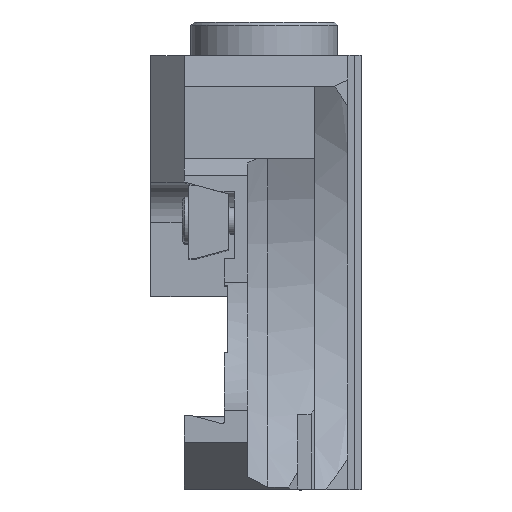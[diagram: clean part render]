
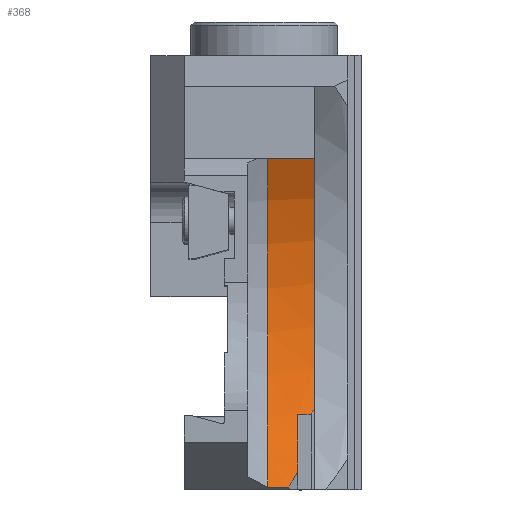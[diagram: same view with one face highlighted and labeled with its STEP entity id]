
A CAD part, top view. The second image highlights one B-rep face of the part: STEP entity #368.
In plain terms, the highlighted cylindrical face has radius 42 mm (diameter 84 mm), a partial arc.
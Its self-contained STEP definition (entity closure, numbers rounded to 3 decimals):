
#93=CYLINDRICAL_SURFACE('',#2858,42.);
#234=CIRCLE('',#2785,42.);
#256=CIRCLE('',#2854,42.);
#257=CIRCLE('',#2857,42.);
#368=ADVANCED_FACE('',(#623),#93,.F.);
#623=FACE_OUTER_BOUND('',#749,.T.);
#749=EDGE_LOOP('',(#1269,#1270,#1271,#1272,#1273,#1274,#1275,#1276));
#891=ELLIPSE('',#2777,59.397,42.);
#894=ELLIPSE('',#2787,48.497,42.);
#1269=ORIENTED_EDGE('',*,*,#2091,.T.);
#1270=ORIENTED_EDGE('',*,*,#2092,.T.);
#1271=ORIENTED_EDGE('',*,*,#1945,.T.);
#1272=ORIENTED_EDGE('',*,*,#1942,.T.);
#1273=ORIENTED_EDGE('',*,*,#1939,.T.);
#1274=ORIENTED_EDGE('',*,*,#1921,.T.);
#1275=ORIENTED_EDGE('',*,*,#2090,.F.);
#1276=ORIENTED_EDGE('',*,*,#2081,.T.);
#1662=VERTEX_POINT('',#3874);
#1663=VERTEX_POINT('',#3875);
#1679=VERTEX_POINT('',#3913);
#1681=VERTEX_POINT('',#3919);
#1683=VERTEX_POINT('',#3925);
#1767=VERTEX_POINT('',#4191);
#1768=VERTEX_POINT('',#4193);
#1772=VERTEX_POINT('',#4212);
#1921=EDGE_CURVE('',#1662,#1663,#891,.T.);
#1939=EDGE_CURVE('',#1679,#1662,#2284,.T.);
#1942=EDGE_CURVE('',#1681,#1679,#234,.T.);
#1945=EDGE_CURVE('',#1683,#1681,#894,.T.);
#2081=EDGE_CURVE('',#1768,#1767,#2402,.T.);
#2090=EDGE_CURVE('',#1768,#1663,#256,.T.);
#2091=EDGE_CURVE('',#1767,#1772,#257,.T.);
#2092=EDGE_CURVE('',#1772,#1683,#2409,.T.);
#2284=LINE('',#3912,#2548);
#2402=LINE('',#4192,#2666);
#2409=LINE('',#4213,#2673);
#2548=VECTOR('',#3113,1.);
#2666=VECTOR('',#3361,1.);
#2673=VECTOR('',#3386,1.);
#2777=AXIS2_PLACEMENT_3D('',#3873,#3084,#3085);
#2785=AXIS2_PLACEMENT_3D('',#3918,#3118,#3119);
#2787=AXIS2_PLACEMENT_3D('',#3924,#3124,#3125);
#2854=AXIS2_PLACEMENT_3D('',#4208,#3378,#3379);
#2857=AXIS2_PLACEMENT_3D('',#4211,#3384,#3385);
#2858=AXIS2_PLACEMENT_3D('',#4214,#3387,#3388);
#3084=DIRECTION('',(0.707,0.,0.707));
#3085=DIRECTION('',(-0.707,0.,0.707));
#3113=DIRECTION('',(1.,0.,0.));
#3118=DIRECTION('',(1.,0.,0.));
#3119=DIRECTION('',(0.,-1.,0.));
#3124=DIRECTION('',(0.866,0.,0.5));
#3125=DIRECTION('',(-0.5,0.,0.866));
#3361=DIRECTION('',(-1.,0.,0.));
#3378=DIRECTION('',(-1.,0.,0.));
#3379=DIRECTION('',(0.,0.,1.));
#3384=DIRECTION('',(-1.,0.,0.));
#3385=DIRECTION('',(0.,1.,0.));
#3386=DIRECTION('',(1.,0.,0.));
#3387=DIRECTION('',(-1.,0.,0.));
#3388=DIRECTION('',(0.,0.,1.));
#3873=CARTESIAN_POINT('',(-35.503,-0.085,66.74));
#3874=CARTESIAN_POINT('',(1.5,-19.954,29.737));
#3875=CARTESIAN_POINT('',(2.,-18.994,29.237));
#3912=CARTESIAN_POINT('',(-8.,-19.954,29.737));
#3913=CARTESIAN_POINT('',(-0.5,-19.954,29.737));
#3918=CARTESIAN_POINT('',(-0.5,-0.085,66.74));
#3919=CARTESIAN_POINT('',(-0.5,-28.419,35.737));
#3924=CARTESIAN_POINT('',(-18.399,-0.085,66.74));
#3925=CARTESIAN_POINT('',(-1.863,-30.804,38.099));
#4191=CARTESIAN_POINT('',(-5.,18.415,29.034));
#4192=CARTESIAN_POINT('',(-8.,18.415,29.034));
#4193=CARTESIAN_POINT('',(2.,18.415,29.034));
#4208=CARTESIAN_POINT('',(2.,-0.085,66.74));
#4211=CARTESIAN_POINT('',(-5.,-0.085,66.74));
#4212=CARTESIAN_POINT('',(-5.,-30.804,38.099));
#4213=CARTESIAN_POINT('',(-5.,-30.804,38.099));
#4214=CARTESIAN_POINT('',(-8.,-0.085,66.74));
